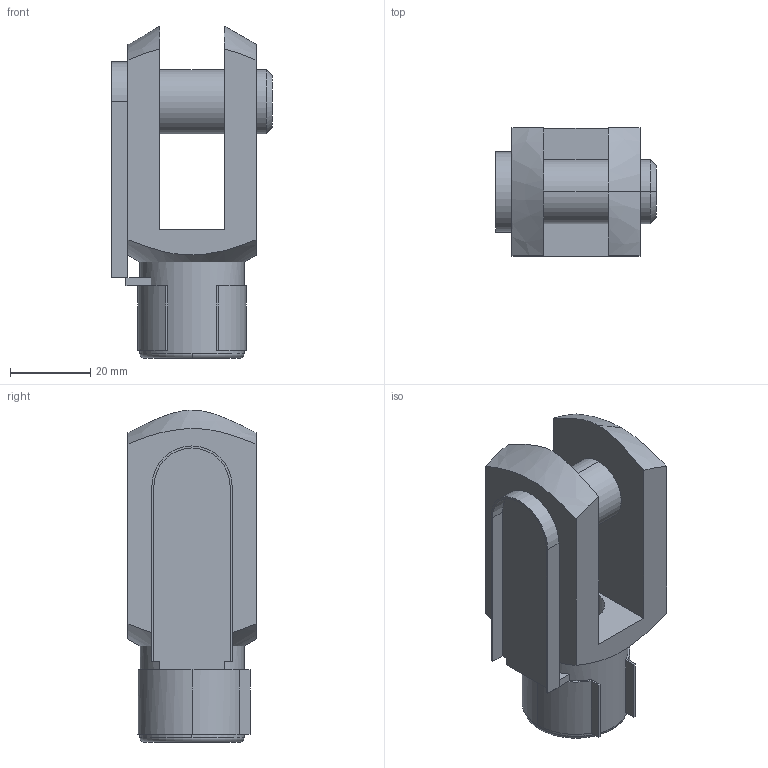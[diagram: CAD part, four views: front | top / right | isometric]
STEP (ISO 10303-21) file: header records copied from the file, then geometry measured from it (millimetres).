
FILE_DESCRIPTION (( 'STEP AP214' ), '1' );
FILE_NAME ('RD001395.STEP', '2018-08-27T08:02:08', ( '' ), ( '' ), 'SwSTEP 2.0', 'SolidWorks 2018', '' );
FILE_SCHEMA (( 'AUTOMOTIVE_DESIGN' ));
Length unit declared in the file: millimetre
Products named in the file (1): RD001395
Bounding box: 40 x 32 x 83 mm (x, y, z)
Volume: 44282.1 mm3; surface area: 15400.8 mm2
Topology: 1 solids, 1 shells, 56 faces, 153 edges, 98 vertices
Faces by surface type: plane 31, cylinder 14, cone 9, torus 2
Entity records: 1801 total; most frequent: CARTESIAN_POINT 350, ORIENTED_EDGE 306, DIRECTION 295, EDGE_CURVE 153, AXIS2_PLACEMENT_3D 103, VERTEX_POINT 98, LINE 89, VECTOR 89
